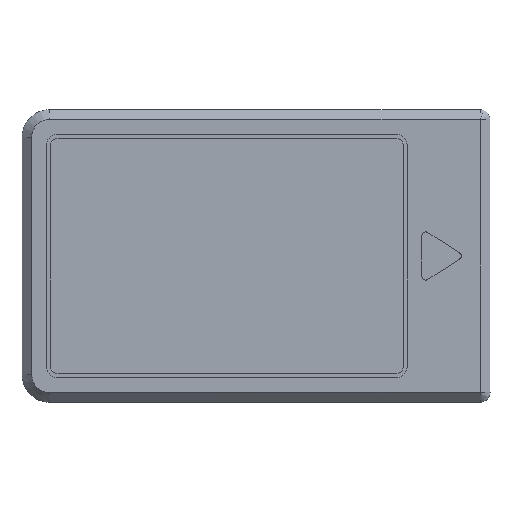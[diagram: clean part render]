
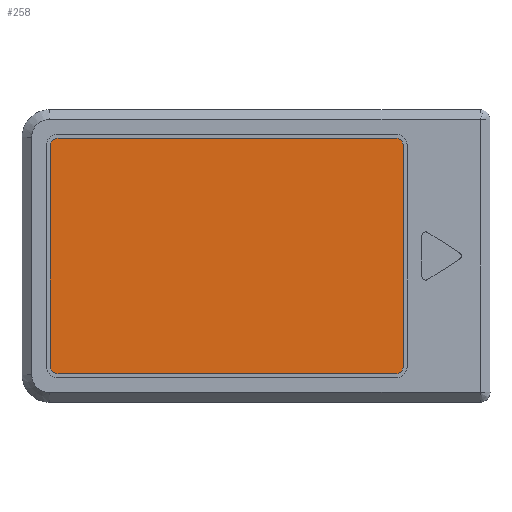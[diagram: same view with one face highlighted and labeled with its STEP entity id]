
A CAD part, top view. The second image highlights one B-rep face of the part: STEP entity #258.
In plain terms, the highlighted planar face has unit normal (0, 0, 1).
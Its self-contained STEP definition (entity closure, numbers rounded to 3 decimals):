
#99=CIRCLE('',#1467,2.);
#101=CIRCLE('',#1471,2.);
#103=CIRCLE('',#1475,2.);
#109=CIRCLE('',#1491,2.);
#181=FACE_OUTER_BOUND('',#409,.T.);
#258=ADVANCED_FACE('',(#181),#308,.T.);
#308=PLANE('',#1495);
#409=EDGE_LOOP('',(#778,#779,#780,#781,#782,#783,#784,#785));
#778=ORIENTED_EDGE('',*,*,#1056,.F.);
#779=ORIENTED_EDGE('',*,*,#1060,.F.);
#780=ORIENTED_EDGE('',*,*,#1063,.F.);
#781=ORIENTED_EDGE('',*,*,#1066,.F.);
#782=ORIENTED_EDGE('',*,*,#1069,.F.);
#783=ORIENTED_EDGE('',*,*,#1072,.F.);
#784=ORIENTED_EDGE('',*,*,#1075,.F.);
#785=ORIENTED_EDGE('',*,*,#1094,.F.);
#884=VERTEX_POINT('',#2221);
#885=VERTEX_POINT('',#2222);
#888=VERTEX_POINT('',#2230);
#890=VERTEX_POINT('',#2236);
#892=VERTEX_POINT('',#2242);
#894=VERTEX_POINT('',#2248);
#896=VERTEX_POINT('',#2254);
#898=VERTEX_POINT('',#2260);
#1056=EDGE_CURVE('',#884,#885,#1206,.T.);
#1060=EDGE_CURVE('',#888,#884,#99,.T.);
#1063=EDGE_CURVE('',#890,#888,#1211,.T.);
#1066=EDGE_CURVE('',#892,#890,#101,.T.);
#1069=EDGE_CURVE('',#894,#892,#1215,.T.);
#1072=EDGE_CURVE('',#896,#894,#103,.T.);
#1075=EDGE_CURVE('',#898,#896,#1219,.T.);
#1094=EDGE_CURVE('',#885,#898,#109,.T.);
#1206=LINE('',#2220,#1344);
#1211=LINE('',#2235,#1349);
#1215=LINE('',#2247,#1353);
#1219=LINE('',#2259,#1357);
#1344=VECTOR('',#1794,1.);
#1349=VECTOR('',#1807,1.);
#1353=VECTOR('',#1819,1.);
#1357=VECTOR('',#1831,1.);
#1467=AXIS2_PLACEMENT_3D('',#2229,#1800,#1801);
#1471=AXIS2_PLACEMENT_3D('',#2241,#1812,#1813);
#1475=AXIS2_PLACEMENT_3D('',#2253,#1824,#1825);
#1491=AXIS2_PLACEMENT_3D('',#2297,#1872,#1873);
#1495=AXIS2_PLACEMENT_3D('',#2301,#1880,#1881);
#1794=DIRECTION('',(0.,1.,0.));
#1800=DIRECTION('',(0.,0.,-1.));
#1801=DIRECTION('',(0.,1.,0.));
#1807=DIRECTION('',(-1.,0.,0.));
#1812=DIRECTION('',(0.,0.,-1.));
#1813=DIRECTION('',(0.,1.,0.));
#1819=DIRECTION('',(0.,-1.,0.));
#1824=DIRECTION('',(0.,0.,-1.));
#1825=DIRECTION('',(0.,1.,0.));
#1831=DIRECTION('',(1.,0.,0.));
#1872=DIRECTION('',(0.,0.,-1.));
#1873=DIRECTION('',(0.,1.,0.));
#1880=DIRECTION('',(0.,0.,1.));
#1881=DIRECTION('',(1.,0.,0.));
#2220=CARTESIAN_POINT('',(-52.75,-28.25,14.5));
#2221=CARTESIAN_POINT('',(-52.75,-28.25,14.5));
#2222=CARTESIAN_POINT('',(-52.75,28.25,14.5));
#2229=CARTESIAN_POINT('',(-50.75,-28.25,14.5));
#2230=CARTESIAN_POINT('',(-50.75,-30.25,14.5));
#2235=CARTESIAN_POINT('',(35.75,-30.25,14.5));
#2236=CARTESIAN_POINT('',(35.75,-30.25,14.5));
#2241=CARTESIAN_POINT('',(35.75,-28.25,14.5));
#2242=CARTESIAN_POINT('',(37.75,-28.25,14.5));
#2247=CARTESIAN_POINT('',(37.75,28.25,14.5));
#2248=CARTESIAN_POINT('',(37.75,28.25,14.5));
#2253=CARTESIAN_POINT('',(35.75,28.25,14.5));
#2254=CARTESIAN_POINT('',(35.75,30.25,14.5));
#2259=CARTESIAN_POINT('',(-50.75,30.25,14.5));
#2260=CARTESIAN_POINT('',(-50.75,30.25,14.5));
#2297=CARTESIAN_POINT('',(-50.75,28.25,14.5));
#2301=CARTESIAN_POINT('',(0.,0.,14.5));
